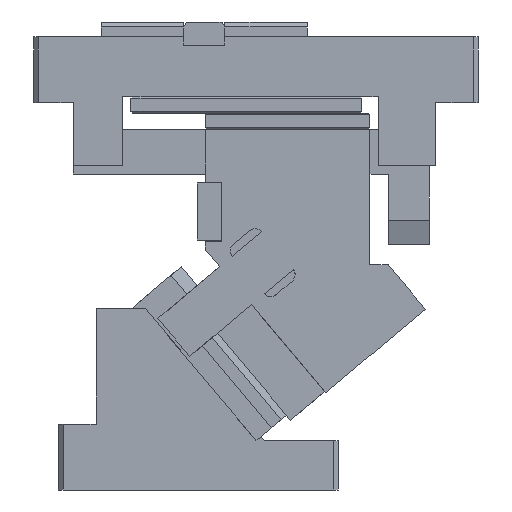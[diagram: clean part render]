
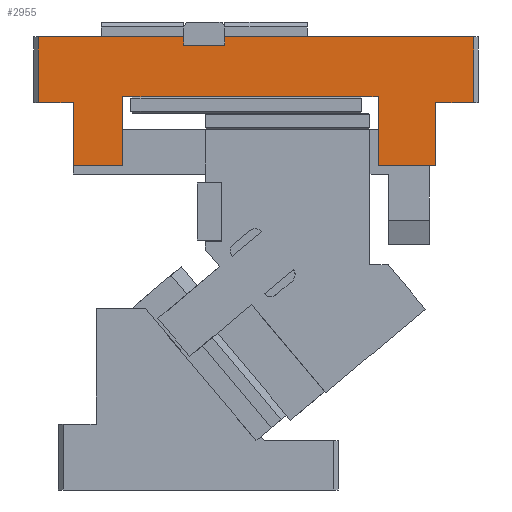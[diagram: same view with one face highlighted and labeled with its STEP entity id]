
A CAD part, front view. The second image highlights one B-rep face of the part: STEP entity #2955.
In plain terms, the highlighted planar face has unit normal (0, -1, 0).
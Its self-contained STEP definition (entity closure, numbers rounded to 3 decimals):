
#2726=CARTESIAN_POINT('Line Origine',(41.628,0.,238.749)) ;
#2730=CARTESIAN_POINT('Vertex',(44.128,0.,238.749)) ;
#2732=CARTESIAN_POINT('Vertex',(39.128,0.,238.749)) ;
#2767=CARTESIAN_POINT('Vertex',(194.128,0.,238.749)) ;
#2770=CARTESIAN_POINT('Line Origine',(189.128,0.,238.749)) ;
#2774=CARTESIAN_POINT('Vertex',(184.128,0.,238.749)) ;
#2777=CARTESIAN_POINT('Line Origine',(114.128,0.,238.749)) ;
#2827=CARTESIAN_POINT('Axis2P3D Location',(255.,0.,275.)) ;
#2832=CARTESIAN_POINT('Line Origine',(194.128,0.,217.749)) ;
#2836=CARTESIAN_POINT('Vertex',(194.128,0.,196.749)) ;
#2839=CARTESIAN_POINT('Line Origine',(211.564,0.,196.749)) ;
#2843=CARTESIAN_POINT('Vertex',(229.,0.,196.749)) ;
#2846=CARTESIAN_POINT('Line Origine',(229.,0.,215.875)) ;
#2850=CARTESIAN_POINT('Vertex',(229.,0.,235.)) ;
#2853=CARTESIAN_POINT('Line Origine',(240.5,0.,235.)) ;
#2857=CARTESIAN_POINT('Vertex',(252.,0.,235.)) ;
#2860=CARTESIAN_POINT('Line Origine',(252.,0.,255.)) ;
#2864=CARTESIAN_POINT('Vertex',(252.,0.,275.)) ;
#2867=CARTESIAN_POINT('Line Origine',(176.559,0.,275.)) ;
#2871=CARTESIAN_POINT('Vertex',(101.117,0.,275.)) ;
#2874=CARTESIAN_POINT('Line Origine',(101.117,0.,272.5)) ;
#2878=CARTESIAN_POINT('Vertex',(101.117,0.,270.)) ;
#2881=CARTESIAN_POINT('Line Origine',(88.617,0.,270.)) ;
#2885=CARTESIAN_POINT('Vertex',(76.117,0.,270.)) ;
#2888=CARTESIAN_POINT('Line Origine',(76.117,0.,272.5)) ;
#2892=CARTESIAN_POINT('Vertex',(76.117,0.,275.)) ;
#2895=CARTESIAN_POINT('Line Origine',(32.059,0.,275.)) ;
#2899=CARTESIAN_POINT('Vertex',(-12.,0.,275.)) ;
#2902=CARTESIAN_POINT('Line Origine',(-12.,0.,255.)) ;
#2906=CARTESIAN_POINT('Vertex',(-12.,0.,235.)) ;
#2909=CARTESIAN_POINT('Line Origine',(-1.436,0.,235.)) ;
#2913=CARTESIAN_POINT('Vertex',(9.128,0.,235.)) ;
#2916=CARTESIAN_POINT('Line Origine',(9.128,0.,215.875)) ;
#2920=CARTESIAN_POINT('Vertex',(9.128,0.,196.749)) ;
#2923=CARTESIAN_POINT('Line Origine',(24.128,0.,196.749)) ;
#2927=CARTESIAN_POINT('Vertex',(39.128,0.,196.749)) ;
#2930=CARTESIAN_POINT('Line Origine',(39.128,0.,217.749)) ;
#2727=DIRECTION('Vector Direction',(1.,0.,0.)) ;
#2771=DIRECTION('Vector Direction',(1.,0.,0.)) ;
#2778=DIRECTION('Vector Direction',(1.,0.,0.)) ;
#2828=DIRECTION('Axis2P3D Direction',(0.,1.,0.)) ;
#2829=DIRECTION('Axis2P3D XDirection',(-1.,0.,0.)) ;
#2833=DIRECTION('Vector Direction',(0.,0.,1.)) ;
#2840=DIRECTION('Vector Direction',(1.,0.,0.)) ;
#2847=DIRECTION('Vector Direction',(0.,0.,-1.)) ;
#2854=DIRECTION('Vector Direction',(1.,0.,0.)) ;
#2861=DIRECTION('Vector Direction',(0.,0.,1.)) ;
#2868=DIRECTION('Vector Direction',(1.,0.,0.)) ;
#2875=DIRECTION('Vector Direction',(0.,0.,-1.)) ;
#2882=DIRECTION('Vector Direction',(1.,0.,0.)) ;
#2889=DIRECTION('Vector Direction',(0.,0.,1.)) ;
#2896=DIRECTION('Vector Direction',(1.,0.,0.)) ;
#2903=DIRECTION('Vector Direction',(0.,0.,-1.)) ;
#2910=DIRECTION('Vector Direction',(1.,0.,0.)) ;
#2917=DIRECTION('Vector Direction',(0.,0.,1.)) ;
#2924=DIRECTION('Vector Direction',(1.,0.,0.)) ;
#2931=DIRECTION('Vector Direction',(0.,0.,1.)) ;
#2830=AXIS2_PLACEMENT_3D('Plane Axis2P3D',#2827,#2828,#2829) ;
#2936=ORIENTED_EDGE('',*,*,#2781,.F.) ;
#2937=ORIENTED_EDGE('',*,*,#2776,.F.) ;
#2938=ORIENTED_EDGE('',*,*,#2838,.F.) ;
#2939=ORIENTED_EDGE('',*,*,#2845,.T.) ;
#2940=ORIENTED_EDGE('',*,*,#2852,.F.) ;
#2941=ORIENTED_EDGE('',*,*,#2859,.T.) ;
#2942=ORIENTED_EDGE('',*,*,#2866,.T.) ;
#2943=ORIENTED_EDGE('',*,*,#2873,.F.) ;
#2944=ORIENTED_EDGE('',*,*,#2880,.T.) ;
#2945=ORIENTED_EDGE('',*,*,#2887,.F.) ;
#2946=ORIENTED_EDGE('',*,*,#2894,.T.) ;
#2947=ORIENTED_EDGE('',*,*,#2901,.F.) ;
#2948=ORIENTED_EDGE('',*,*,#2908,.T.) ;
#2949=ORIENTED_EDGE('',*,*,#2915,.T.) ;
#2950=ORIENTED_EDGE('',*,*,#2922,.F.) ;
#2951=ORIENTED_EDGE('',*,*,#2929,.T.) ;
#2952=ORIENTED_EDGE('',*,*,#2934,.T.) ;
#2953=ORIENTED_EDGE('',*,*,#2734,.F.) ;
#2728=VECTOR('Line Direction',#2727,1.) ;
#2772=VECTOR('Line Direction',#2771,1.) ;
#2779=VECTOR('Line Direction',#2778,1.) ;
#2834=VECTOR('Line Direction',#2833,1.) ;
#2841=VECTOR('Line Direction',#2840,1.) ;
#2848=VECTOR('Line Direction',#2847,1.) ;
#2855=VECTOR('Line Direction',#2854,1.) ;
#2862=VECTOR('Line Direction',#2861,1.) ;
#2869=VECTOR('Line Direction',#2868,1.) ;
#2876=VECTOR('Line Direction',#2875,1.) ;
#2883=VECTOR('Line Direction',#2882,1.) ;
#2890=VECTOR('Line Direction',#2889,1.) ;
#2897=VECTOR('Line Direction',#2896,1.) ;
#2904=VECTOR('Line Direction',#2903,1.) ;
#2911=VECTOR('Line Direction',#2910,1.) ;
#2918=VECTOR('Line Direction',#2917,1.) ;
#2925=VECTOR('Line Direction',#2924,1.) ;
#2932=VECTOR('Line Direction',#2931,1.) ;
#2955=ADVANCED_FACE('CAM HOLDER',(#2954),#2831,.F.) ;
#2734=EDGE_CURVE('',#2731,#2733,#2729,.F.) ;
#2776=EDGE_CURVE('',#2768,#2775,#2773,.F.) ;
#2781=EDGE_CURVE('',#2775,#2731,#2780,.F.) ;
#2838=EDGE_CURVE('',#2837,#2768,#2835,.T.) ;
#2845=EDGE_CURVE('',#2837,#2844,#2842,.T.) ;
#2852=EDGE_CURVE('',#2851,#2844,#2849,.T.) ;
#2859=EDGE_CURVE('',#2851,#2858,#2856,.T.) ;
#2866=EDGE_CURVE('',#2858,#2865,#2863,.T.) ;
#2873=EDGE_CURVE('',#2872,#2865,#2870,.T.) ;
#2880=EDGE_CURVE('',#2872,#2879,#2877,.T.) ;
#2887=EDGE_CURVE('',#2886,#2879,#2884,.T.) ;
#2894=EDGE_CURVE('',#2886,#2893,#2891,.T.) ;
#2901=EDGE_CURVE('',#2900,#2893,#2898,.T.) ;
#2908=EDGE_CURVE('',#2900,#2907,#2905,.T.) ;
#2915=EDGE_CURVE('',#2907,#2914,#2912,.T.) ;
#2922=EDGE_CURVE('',#2921,#2914,#2919,.T.) ;
#2929=EDGE_CURVE('',#2921,#2928,#2926,.T.) ;
#2934=EDGE_CURVE('',#2928,#2733,#2933,.T.) ;
#2935=EDGE_LOOP('',(#2936,#2937,#2938,#2939,#2940,#2941,#2942,#2943,#2944,#2945,#2946,#2947,#2948,#2949,#2950,#2951,#2952,#2953)) ;
#2954=FACE_OUTER_BOUND('',#2935,.T.) ;
#2729=LINE('Line',#2726,#2728) ;
#2773=LINE('Line',#2770,#2772) ;
#2780=LINE('Line',#2777,#2779) ;
#2835=LINE('Line',#2832,#2834) ;
#2842=LINE('Line',#2839,#2841) ;
#2849=LINE('Line',#2846,#2848) ;
#2856=LINE('Line',#2853,#2855) ;
#2863=LINE('Line',#2860,#2862) ;
#2870=LINE('Line',#2867,#2869) ;
#2877=LINE('Line',#2874,#2876) ;
#2884=LINE('Line',#2881,#2883) ;
#2891=LINE('Line',#2888,#2890) ;
#2898=LINE('Line',#2895,#2897) ;
#2905=LINE('Line',#2902,#2904) ;
#2912=LINE('Line',#2909,#2911) ;
#2919=LINE('Line',#2916,#2918) ;
#2926=LINE('Line',#2923,#2925) ;
#2933=LINE('Line',#2930,#2932) ;
#2831=PLANE('Plane',#2830) ;
#2731=VERTEX_POINT('',#2730) ;
#2733=VERTEX_POINT('',#2732) ;
#2768=VERTEX_POINT('',#2767) ;
#2775=VERTEX_POINT('',#2774) ;
#2837=VERTEX_POINT('',#2836) ;
#2844=VERTEX_POINT('',#2843) ;
#2851=VERTEX_POINT('',#2850) ;
#2858=VERTEX_POINT('',#2857) ;
#2865=VERTEX_POINT('',#2864) ;
#2872=VERTEX_POINT('',#2871) ;
#2879=VERTEX_POINT('',#2878) ;
#2886=VERTEX_POINT('',#2885) ;
#2893=VERTEX_POINT('',#2892) ;
#2900=VERTEX_POINT('',#2899) ;
#2907=VERTEX_POINT('',#2906) ;
#2914=VERTEX_POINT('',#2913) ;
#2921=VERTEX_POINT('',#2920) ;
#2928=VERTEX_POINT('',#2927) ;
